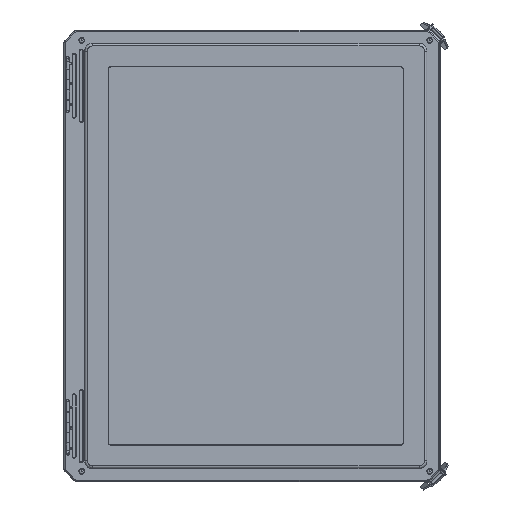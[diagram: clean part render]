
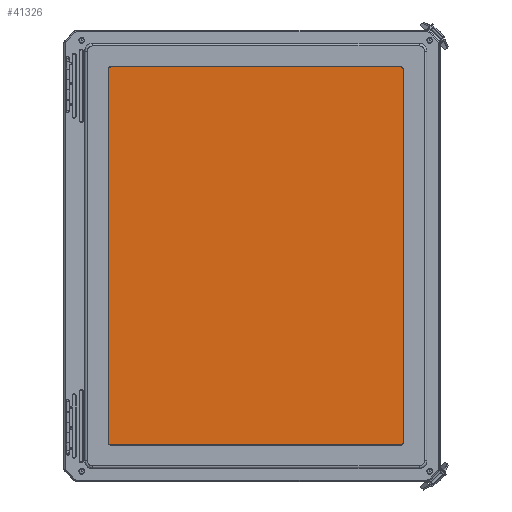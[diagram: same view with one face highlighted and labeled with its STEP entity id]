
A CAD part, top view. The second image highlights one B-rep face of the part: STEP entity #41326.
In plain terms, the highlighted planar face has unit normal (0, 0, 1).
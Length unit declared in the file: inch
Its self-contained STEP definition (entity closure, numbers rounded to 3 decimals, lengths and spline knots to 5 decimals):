
#1104 = DIRECTION ( 'NONE',  ( 1., 0., 0. ) ) ;
#2573 = AXIS2_PLACEMENT_3D ( 'NONE', #90004, #35686, #132473 ) ;
#4741 = CARTESIAN_POINT ( 'NONE',  ( 7.115, -9.001, 10.34338 ) ) ;
#4827 = AXIS2_PLACEMENT_3D ( 'NONE', #123745, #59045, #121941 ) ;
#4905 = ORIENTED_EDGE ( 'NONE', *, *, #115049, .F. ) ;
#14818 = DIRECTION ( 'NONE',  ( -1., 0., 0. ) ) ;
#16557 = LINE ( 'NONE', #33718, #62287 ) ;
#18326 = LINE ( 'NONE', #45683, #63898 ) ;
#18890 = CIRCLE ( 'NONE', #66084, 0.115 ) ;
#19582 = EDGE_CURVE ( 'NONE', #82359, #81457, #18890, .T. ) ;
#24419 = DIRECTION ( 'NONE',  ( -1., 0., 0. ) ) ;
#32484 = LINE ( 'NONE', #34797, #98368 ) ;
#32556 = CIRCLE ( 'NONE', #2573, 0.115 ) ;
#33221 = LINE ( 'NONE', #116416, #48360 ) ;
#33718 = CARTESIAN_POINT ( 'NONE',  ( 7., 9.114, 10.34338 ) ) ;
#34797 = CARTESIAN_POINT ( 'NONE',  ( 7.115, -9.001, 10.34338 ) ) ;
#35589 = ORIENTED_EDGE ( 'NONE', *, *, #135220, .F. ) ;
#35686 = DIRECTION ( 'NONE',  ( 0., 0., -1. ) ) ;
#36580 = CARTESIAN_POINT ( 'NONE',  ( -7., -9.001, 10.34338 ) ) ;
#36916 = ORIENTED_EDGE ( 'NONE', *, *, #66771, .F. ) ;
#40263 = VERTEX_POINT ( 'NONE', #4741 ) ;
#41326 = ADVANCED_FACE ( 'NONE', ( #53272 ), #45725, .F. ) ;
#45683 = CARTESIAN_POINT ( 'NONE',  ( -7., -9.116, 10.34338 ) ) ;
#45725 = PLANE ( 'NONE',  #112608 ) ;
#48360 = VECTOR ( 'NONE', #115476, 39.37008 ) ;
#50140 = CIRCLE ( 'NONE', #74600, 0.115 ) ;
#50309 = ORIENTED_EDGE ( 'NONE', *, *, #136098, .F. ) ;
#50415 = CARTESIAN_POINT ( 'NONE',  ( 7.115, 8.999, 10.34338 ) ) ;
#53272 = FACE_OUTER_BOUND ( 'NONE', #113117, .T. ) ;
#55503 = DIRECTION ( 'NONE',  ( 0., -1., 0. ) ) ;
#55995 = CARTESIAN_POINT ( 'NONE',  ( -7., -9.116, 10.34338 ) ) ;
#56537 = DIRECTION ( 'NONE',  ( -1., 0., 0. ) ) ;
#56583 = DIRECTION ( 'NONE',  ( 0., 0., -1. ) ) ;
#57345 = VERTEX_POINT ( 'NONE', #119986 ) ;
#59045 = DIRECTION ( 'NONE',  ( 0., 0., -1. ) ) ;
#62287 = VECTOR ( 'NONE', #1104, 39.37008 ) ;
#62531 = VERTEX_POINT ( 'NONE', #50415 ) ;
#63898 = VECTOR ( 'NONE', #56537, 39.37008 ) ;
#66084 = AXIS2_PLACEMENT_3D ( 'NONE', #36580, #71534, #14818 ) ;
#66771 = EDGE_CURVE ( 'NONE', #81457, #120930, #33221, .T. ) ;
#67150 = CARTESIAN_POINT ( 'NONE',  ( 7., -9.001, 10.34338 ) ) ;
#67225 = CARTESIAN_POINT ( 'NONE',  ( -7.115, -9.001, 10.34338 ) ) ;
#67605 = DIRECTION ( 'NONE',  ( -1., 0., 0. ) ) ;
#71534 = DIRECTION ( 'NONE',  ( 0., 0., -1. ) ) ;
#72859 = CIRCLE ( 'NONE', #4827, 0.115 ) ;
#74600 = AXIS2_PLACEMENT_3D ( 'NONE', #67150, #87887, #67605 ) ;
#81299 = ORIENTED_EDGE ( 'NONE', *, *, #119086, .F. ) ;
#81457 = VERTEX_POINT ( 'NONE', #67225 ) ;
#82359 = VERTEX_POINT ( 'NONE', #55995 ) ;
#82500 = CARTESIAN_POINT ( 'NONE',  ( -7.115, 8.999, 10.34338 ) ) ;
#86753 = EDGE_CURVE ( 'NONE', #57345, #62531, #72859, .T. ) ;
#87887 = DIRECTION ( 'NONE',  ( 0., 0., -1. ) ) ;
#90004 = CARTESIAN_POINT ( 'NONE',  ( -7., 8.999, 10.34338 ) ) ;
#98368 = VECTOR ( 'NONE', #55503, 39.37008 ) ;
#109537 = VERTEX_POINT ( 'NONE', #121345 ) ;
#112608 = AXIS2_PLACEMENT_3D ( 'NONE', #132625, #56583, #24419 ) ;
#113117 = EDGE_LOOP ( 'NONE', ( #4905, #35589, #36916, #134028, #125337, #81299, #50309, #133270 ) ) ;
#115049 = EDGE_CURVE ( 'NONE', #109537, #57345, #16557, .T. ) ;
#115476 = DIRECTION ( 'NONE',  ( 0., 1., 0. ) ) ;
#116416 = CARTESIAN_POINT ( 'NONE',  ( -7.115, 8.999, 10.34338 ) ) ;
#119086 = EDGE_CURVE ( 'NONE', #40263, #119207, #50140, .T. ) ;
#119207 = VERTEX_POINT ( 'NONE', #123697 ) ;
#119986 = CARTESIAN_POINT ( 'NONE',  ( 7., 9.114, 10.34338 ) ) ;
#120930 = VERTEX_POINT ( 'NONE', #82500 ) ;
#121345 = CARTESIAN_POINT ( 'NONE',  ( -7., 9.114, 10.34338 ) ) ;
#121941 = DIRECTION ( 'NONE',  ( -1., 0., 0. ) ) ;
#123697 = CARTESIAN_POINT ( 'NONE',  ( 7., -9.116, 10.34338 ) ) ;
#123745 = CARTESIAN_POINT ( 'NONE',  ( 7., 8.999, 10.34338 ) ) ;
#125337 = ORIENTED_EDGE ( 'NONE', *, *, #126139, .F. ) ;
#126139 = EDGE_CURVE ( 'NONE', #119207, #82359, #18326, .T. ) ;
#132473 = DIRECTION ( 'NONE',  ( -1., 0., 0. ) ) ;
#132625 = CARTESIAN_POINT ( 'NONE',  ( 0., -0.001, 10.34338 ) ) ;
#133270 = ORIENTED_EDGE ( 'NONE', *, *, #86753, .F. ) ;
#134028 = ORIENTED_EDGE ( 'NONE', *, *, #19582, .F. ) ;
#135220 = EDGE_CURVE ( 'NONE', #120930, #109537, #32556, .T. ) ;
#136098 = EDGE_CURVE ( 'NONE', #62531, #40263, #32484, .T. ) ;
